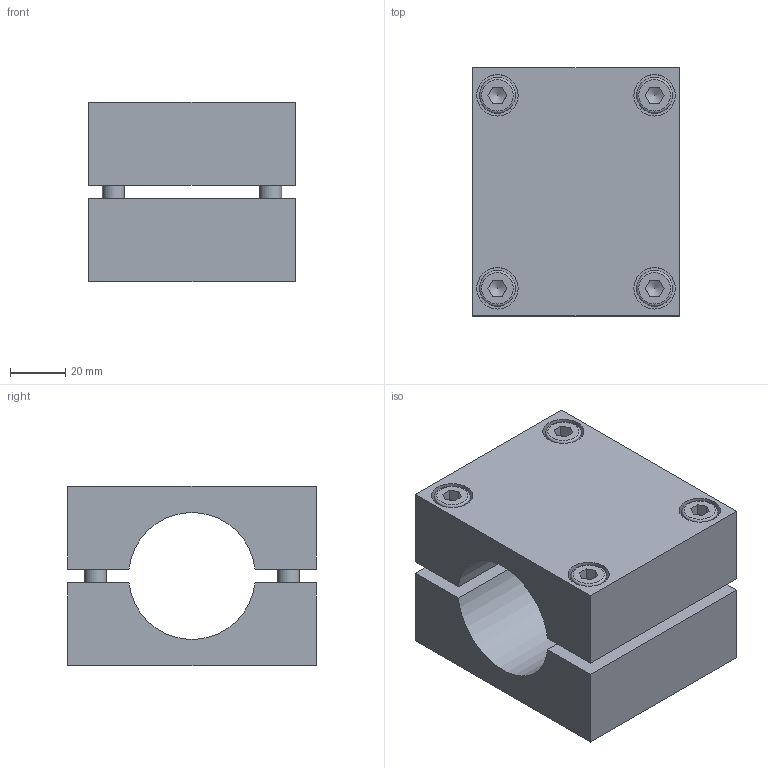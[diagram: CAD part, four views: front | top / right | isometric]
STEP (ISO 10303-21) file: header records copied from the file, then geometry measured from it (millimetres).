
FILE_DESCRIPTION((''),'2;1');
FILE_NAME('60034565 Ø46 Fußflansch.stp','2013-07-17T18:01:00',('ibasyouni'),(''),'Autodesk Inventor 2013','Autodesk Inventor 2013','');
FILE_SCHEMA(('AUTOMOTIVE_DESIGN { 1 0 10303 214 1 1 1 1 }'));
Length unit declared in the file: millimetre
Products named in the file (1): 60034565 Ø46 Fußflansch
Bounding box: 75 x 90 x 65 mm (x, y, z)
Volume: 289111.5 mm3; surface area: 58687.3 mm2
Topology: 1 solids, 1 shells, 98 faces, 236 edges, 158 vertices
Faces by surface type: plane 54, cylinder 28, cone 8, torus 8
Full cylindrical faces by diameter (mm): 4.917 x4, 6.647 x4, 8 x6, 9 x4, 13 x4, 15 x4
Entity records: 2606 total; most frequent: CARTESIAN_POINT 455, DIRECTION 414, ORIENTED_EDGE 344, EDGE_LOOP 176, EDGE_CURVE 172, AXIS2_PLACEMENT_3D 167, VERTEX_POINT 136, STYLED_ITEM 99
